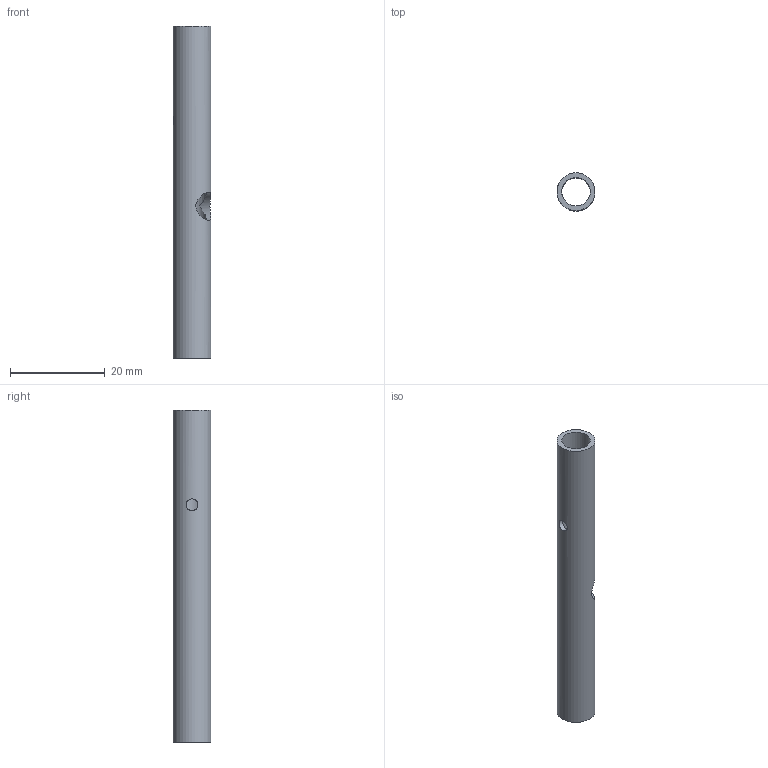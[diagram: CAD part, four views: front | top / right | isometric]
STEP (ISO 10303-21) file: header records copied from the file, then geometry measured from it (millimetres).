
FILE_DESCRIPTION(/* description */ (''),/* implementation_level */ '2;1');
FILE_NAME(/* name */ 'Axis3tube.step',/* time_stamp */ '2019-01-30T21:53:03+01:00',/* author */ (''),/* organization */ (''),/* preprocessor_version */ 'ST-DEVELOPER v17.2',/* originating_system */ 'Autodesk Translation Framework v7.6.0.251',/* authorisation */ '');
FILE_SCHEMA (('AUTOMOTIVE_DESIGN { 1 0 10303 214 3 1 1 }'));
Length unit declared in the file: millimetre
Products named in the file (1): Axis3tube
Bounding box: 8 x 8 x 70 mm (x, y, z)
Volume: 1499.5 mm3; surface area: 3076.1 mm2
Topology: 1 solids, 1 shells, 7 faces, 23 edges, 16 vertices
Faces by surface type: cylinder 4, plane 2, cone 1
Full cylindrical faces by diameter (mm): 2.5 x1, 6 x2, 8 x1
Entity records: 402 total; most frequent: CARTESIAN_POINT 159, ORIENTED_EDGE 46, DIRECTION 39, EDGE_CURVE 23, VERTEX_POINT 16, AXIS2_PLACEMENT_3D 16, EDGE_LOOP 11, B_SPLINE_CURVE_WITH_KNOTS 8
